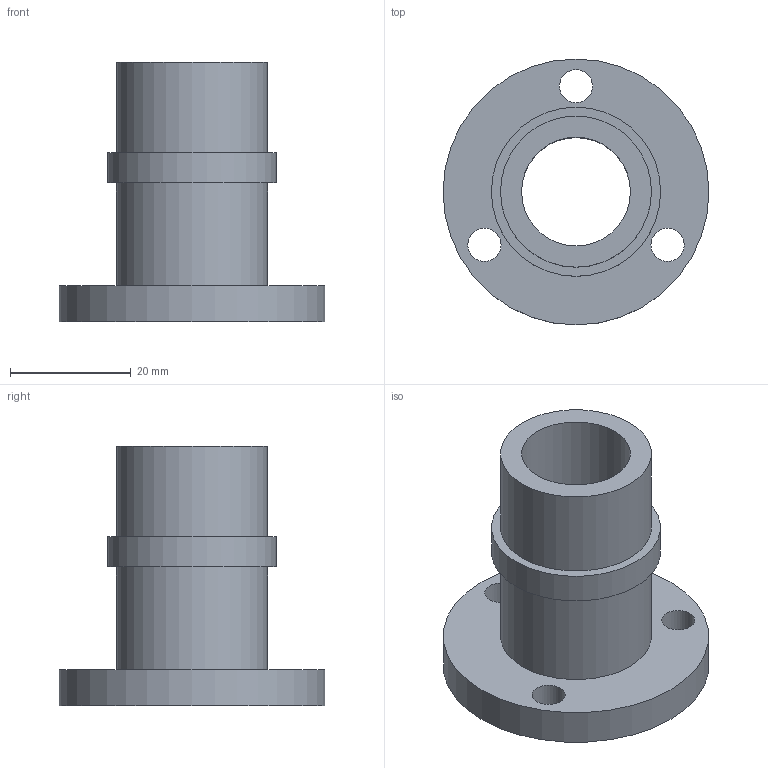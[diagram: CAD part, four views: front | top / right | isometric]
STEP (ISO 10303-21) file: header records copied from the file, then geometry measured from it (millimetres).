
FILE_DESCRIPTION(('STEP AP242'), '1');
FILE_NAME('Shaft', '', ('UNSPECIFIED'), ('UNSPECIFIED'), 'C3D Converter', 'C3D Toolkit', '');
FILE_SCHEMA(('AP242_MANAGED_MODEL_BASED_3D_ENGINEERING_MIM_LF { 1 0 10303 442 1 1 4 }'));
Length unit declared in the file: millimetre
Bounding box: 44 x 44 x 43 mm (x, y, z)
Volume: 16540.1 mm3; surface area: 9164.4 mm2
Topology: 1 solids, 1 shells, 13 faces, 24 edges, 16 vertices
Faces by surface type: cylinder 8, plane 5
Full cylindrical faces by diameter (mm): 5.5 x3, 18 x1, 25 x2, 28 x1, 44 x1
Entity records: 454 total; most frequent: DIRECTION 60, CARTESIAN_POINT 46, EDGE_LOOP 32, ORIENTED_EDGE 32, AXIS2_PLACEMENT_3D 30, FACE_BOUND 16, FACE_OUTER_BOUND 16, EDGE_CURVE 16
